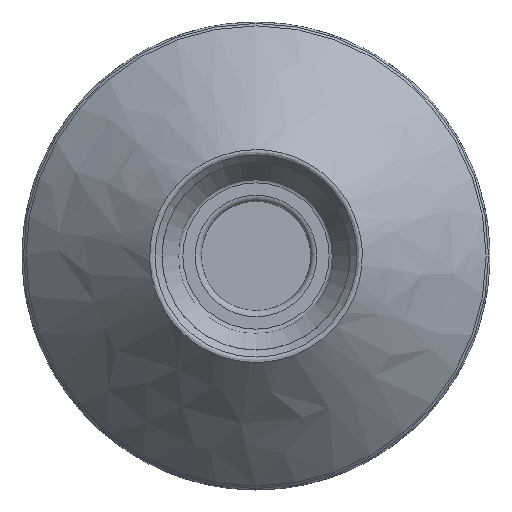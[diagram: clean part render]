
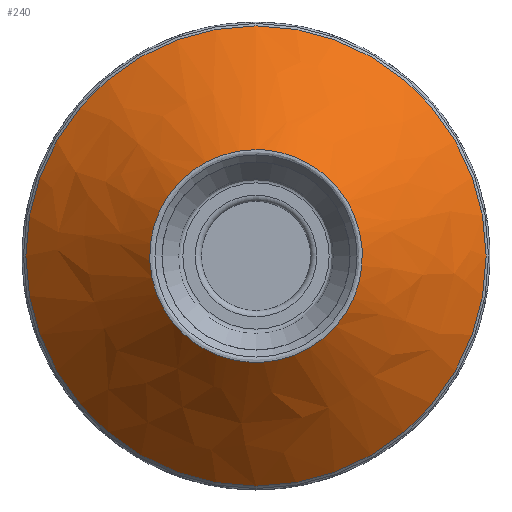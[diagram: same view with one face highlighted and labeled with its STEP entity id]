
A CAD part, left-side view. The second image highlights one B-rep face of the part: STEP entity #240.
In plain terms, the highlighted face is a revolution surface.
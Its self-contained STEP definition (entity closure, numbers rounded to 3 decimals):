
#24=SURFACE_OF_REVOLUTION('',#56,#40);
#40=AXIS1_PLACEMENT('',#804,#684);
#56=B_SPLINE_CURVE_WITH_KNOTS('',3,(#797,#798,#799,#800,#801,#802,#803),
 .UNSPECIFIED.,.F.,.F.,(4,1,1,1,4),(0.,0.25,0.5,0.75,1.),.UNSPECIFIED.);
#72=(
BOUNDED_CURVE()
B_SPLINE_CURVE(3,(#789,#790,#791,#792,#793,#794,#795),.UNSPECIFIED.,.T.,
 .F.)
B_SPLINE_CURVE_WITH_KNOTS((1,3,3,3,1),(-0.5,0.,0.5,1.,1.5),
 .UNSPECIFIED.)
CURVE()
GEOMETRIC_REPRESENTATION_ITEM()
RATIONAL_B_SPLINE_CURVE((1.,0.333,0.333,1.,0.333,
0.333,1.))
REPRESENTATION_ITEM('')
);
#240=ADVANCED_FACE('',(#290,#291),#24,.T.);
#290=FACE_BOUND('',#358,.T.);
#291=FACE_BOUND('',#359,.T.);
#358=EDGE_LOOP('',(#426));
#359=EDGE_LOOP('',(#427));
#426=ORIENTED_EDGE('',*,*,#513,.T.);
#427=ORIENTED_EDGE('',*,*,#514,.F.);
#479=VERTEX_POINT('',#788);
#480=VERTEX_POINT('',#796);
#513=EDGE_CURVE('',#479,#479,#547,.T.);
#514=EDGE_CURVE('',#480,#480,#72,.T.);
#547=CIRCLE('',#597,37.857);
#597=AXIS2_PLACEMENT_3D('',#787,#682,#683);
#682=DIRECTION('',(-1.,0.,0.));
#683=DIRECTION('',(0.,0.,1.));
#684=DIRECTION('',(-1.,0.,0.));
#787=CARTESIAN_POINT('',(21.198,0.,0.));
#788=CARTESIAN_POINT('',(21.198,0.,37.857));
#789=CARTESIAN_POINT('',(1.112,0.,17.5));
#790=CARTESIAN_POINT('',(1.112,35.,17.5));
#791=CARTESIAN_POINT('',(1.112,35.,-17.5));
#792=CARTESIAN_POINT('',(1.112,0.,-17.5));
#793=CARTESIAN_POINT('',(1.112,-35.,-17.5));
#794=CARTESIAN_POINT('',(1.112,-35.,17.5));
#795=CARTESIAN_POINT('',(1.112,0.,17.5));
#796=CARTESIAN_POINT('',(1.112,0.,17.5));
#797=CARTESIAN_POINT('',(21.198,0.,37.857));
#798=CARTESIAN_POINT('',(19.443,0.,36.067));
#799=CARTESIAN_POINT('',(15.932,0.,32.488));
#800=CARTESIAN_POINT('',(10.659,0.,27.126));
#801=CARTESIAN_POINT('',(5.375,0.,21.776));
#802=CARTESIAN_POINT('',(1.839,0.,18.222));
#803=CARTESIAN_POINT('',(0.063,0.,16.453));
#804=CARTESIAN_POINT('',(0.,0.,0.));
